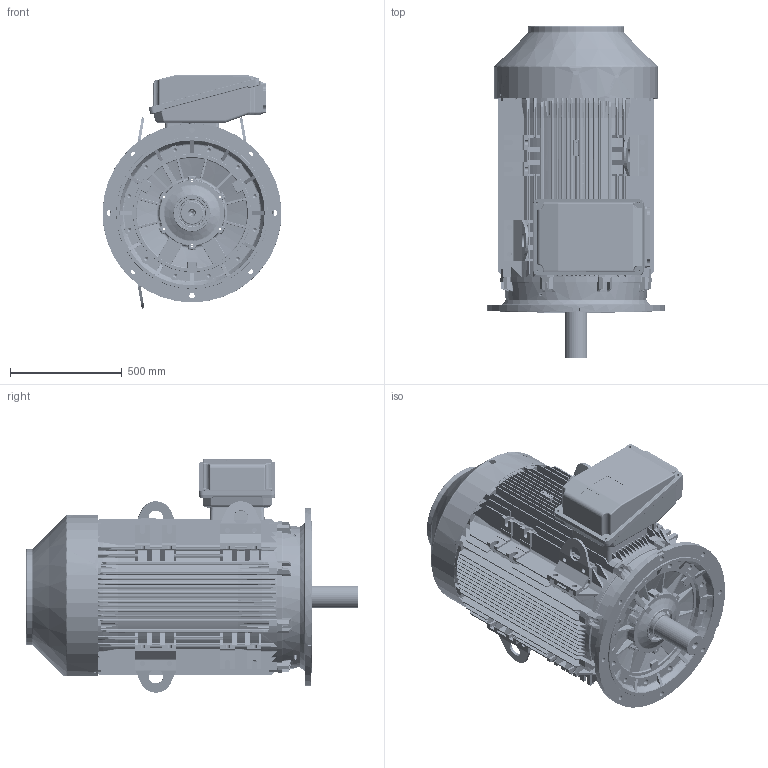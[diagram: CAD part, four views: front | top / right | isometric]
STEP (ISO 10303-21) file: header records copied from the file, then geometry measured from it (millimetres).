
FILE_DESCRIPTION( ( 'Unknown' ), '1' );
FILE_NAME( 'WP-DF355S B5 4P.stp', 'Unknown', ( 'Unknown' ), ( 'Unknown' ), 'PSStep 17.0.49', 'Unknown', ' ' );
FILE_SCHEMA( ( 'AUTOMOTIVE_DESIGN { 1 0 10303 214 1 1 1 1 }' ) );
Length unit declared in the file: millimetre
Products named in the file (12): 1; 2; 3; 4; 5; 6; 7; 8; 9; 10; 11; w6ffm_original
Bounding box: 800 x 1485 x 1043.82 mm (x, y, z)
Volume: 115980102.2 mm3; surface area: 14784365.2 mm2
Topology: 12 solids, 16 shells, 11674 faces, 32776 edges, 21021 vertices
Faces by surface type: plane 6897, cylinder 2280, bspline 1496, torus 507, cone 327, sphere 143, revolution 24
Full cylindrical faces by diameter (mm): 3.432 x10, 5 x4, 5.188 x2, 6.647 x1, 6.985 x4, 8 x4, 8.5 x1, 8.782 x14, 8.985 x2, 10 x1, 12 x24, 15 x3, 17.97 x24, 20 x17, 21 x1, 22 x12, 24 x37, 25 x1, 30 x1, 65 x3, 100.024 x1, 108 x1, 112 x2, 114.98 x1, 115 x1, 115.73 x1, 116 x1, 119.98 x1, 120.02 x4, 139.87 x2
Entity records: 670667 total; most frequent: CARTESIAN_POINT 285515, ORIENTED_EDGE 64126, DIRECTION 53961, EDGE_CURVE 32063, LINE 21023, VECTOR 21023, VERTEX_POINT 20811, AXIS2_PLACEMENT_3D 16457
